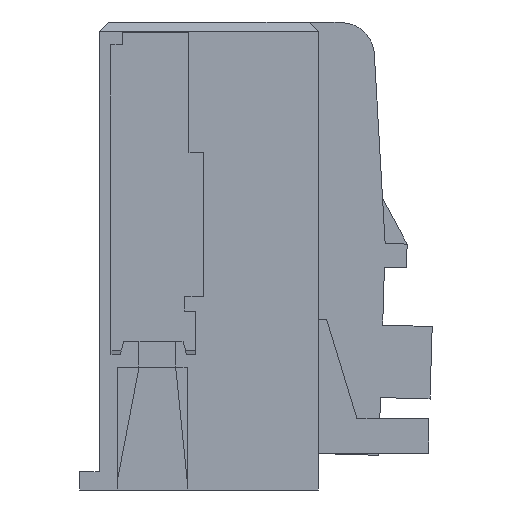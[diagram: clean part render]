
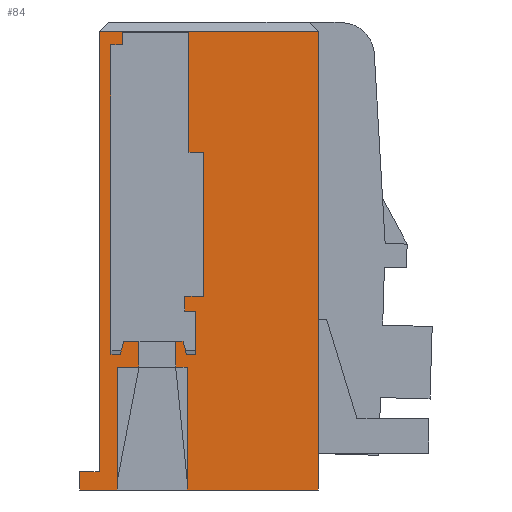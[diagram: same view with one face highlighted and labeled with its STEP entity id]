
A CAD part, left-side view. The second image highlights one B-rep face of the part: STEP entity #84.
In plain terms, the highlighted planar face has unit normal (-1, 0, 0).
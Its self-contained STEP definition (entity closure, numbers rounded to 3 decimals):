
#84=ADVANCED_FACE('',(#325),#209,.T.);
#209=PLANE('',#2555);
#325=FACE_OUTER_BOUND('',#454,.T.);
#454=EDGE_LOOP('',(#731,#732,#733,#734,#735,#736,#737,#738,#739,#740,#741,
#742,#743,#744,#745,#746,#747,#748,#749,#750,#751,#752,#753,#754,#755,#756,
#757,#758,#759,#760));
#731=ORIENTED_EDGE('',*,*,#1650,.F.);
#732=ORIENTED_EDGE('',*,*,#1553,.T.);
#733=ORIENTED_EDGE('',*,*,#1651,.T.);
#734=ORIENTED_EDGE('',*,*,#1557,.F.);
#735=ORIENTED_EDGE('',*,*,#1652,.T.);
#736=ORIENTED_EDGE('',*,*,#1619,.T.);
#737=ORIENTED_EDGE('',*,*,#1653,.T.);
#738=ORIENTED_EDGE('',*,*,#1627,.T.);
#739=ORIENTED_EDGE('',*,*,#1654,.F.);
#740=ORIENTED_EDGE('',*,*,#1507,.T.);
#741=ORIENTED_EDGE('',*,*,#1655,.T.);
#742=ORIENTED_EDGE('',*,*,#1606,.F.);
#743=ORIENTED_EDGE('',*,*,#1656,.F.);
#744=ORIENTED_EDGE('',*,*,#1657,.T.);
#745=ORIENTED_EDGE('',*,*,#1658,.F.);
#746=ORIENTED_EDGE('',*,*,#1639,.F.);
#747=ORIENTED_EDGE('',*,*,#1659,.T.);
#748=ORIENTED_EDGE('',*,*,#1660,.T.);
#749=ORIENTED_EDGE('',*,*,#1661,.T.);
#750=ORIENTED_EDGE('',*,*,#1571,.F.);
#751=ORIENTED_EDGE('',*,*,#1662,.F.);
#752=ORIENTED_EDGE('',*,*,#1568,.T.);
#753=ORIENTED_EDGE('',*,*,#1663,.T.);
#754=ORIENTED_EDGE('',*,*,#1664,.T.);
#755=ORIENTED_EDGE('',*,*,#1665,.T.);
#756=ORIENTED_EDGE('',*,*,#1666,.T.);
#757=ORIENTED_EDGE('',*,*,#1520,.T.);
#758=ORIENTED_EDGE('',*,*,#1537,.F.);
#759=ORIENTED_EDGE('',*,*,#1667,.T.);
#760=ORIENTED_EDGE('',*,*,#1668,.F.);
#1278=VERTEX_POINT('',#3310);
#1279=VERTEX_POINT('',#3312);
#1291=VERTEX_POINT('',#3338);
#1292=VERTEX_POINT('',#3340);
#1306=VERTEX_POINT('',#3373);
#1320=VERTEX_POINT('',#3406);
#1321=VERTEX_POINT('',#3407);
#1323=VERTEX_POINT('',#3414);
#1324=VERTEX_POINT('',#3415);
#1330=VERTEX_POINT('',#3430);
#1332=VERTEX_POINT('',#3434);
#1334=VERTEX_POINT('',#3440);
#1335=VERTEX_POINT('',#3442);
#1368=VERTEX_POINT('',#3512);
#1369=VERTEX_POINT('',#3514);
#1381=VERTEX_POINT('',#3541);
#1382=VERTEX_POINT('',#3543);
#1388=VERTEX_POINT('',#3557);
#1389=VERTEX_POINT('',#3559);
#1398=VERTEX_POINT('',#3582);
#1399=VERTEX_POINT('',#3583);
#1408=VERTEX_POINT('',#3604);
#1409=VERTEX_POINT('',#3611);
#1410=VERTEX_POINT('',#3613);
#1411=VERTEX_POINT('',#3616);
#1412=VERTEX_POINT('',#3618);
#1413=VERTEX_POINT('',#3622);
#1414=VERTEX_POINT('',#3624);
#1415=VERTEX_POINT('',#3626);
#1416=VERTEX_POINT('',#3629);
#1507=EDGE_CURVE('',#1279,#1278,#1860,.T.);
#1520=EDGE_CURVE('',#1292,#1291,#1873,.T.);
#1537=EDGE_CURVE('',#1306,#1291,#1890,.T.);
#1553=EDGE_CURVE('',#1320,#1321,#1906,.T.);
#1557=EDGE_CURVE('',#1323,#1324,#1910,.T.);
#1568=EDGE_CURVE('',#1330,#1332,#1921,.T.);
#1571=EDGE_CURVE('',#1334,#1335,#1924,.T.);
#1606=EDGE_CURVE('',#1368,#1369,#1958,.T.);
#1619=EDGE_CURVE('',#1382,#1381,#1971,.T.);
#1627=EDGE_CURVE('',#1389,#1388,#1979,.T.);
#1639=EDGE_CURVE('',#1398,#1399,#1991,.T.);
#1650=EDGE_CURVE('',#1320,#1408,#2002,.T.);
#1651=EDGE_CURVE('',#1321,#1324,#2003,.T.);
#1652=EDGE_CURVE('',#1323,#1382,#2004,.T.);
#1653=EDGE_CURVE('',#1381,#1389,#2005,.T.);
#1654=EDGE_CURVE('',#1279,#1388,#2006,.T.);
#1655=EDGE_CURVE('',#1278,#1369,#2007,.T.);
#1656=EDGE_CURVE('',#1409,#1368,#2008,.T.);
#1657=EDGE_CURVE('',#1409,#1410,#2009,.T.);
#1658=EDGE_CURVE('',#1399,#1410,#2010,.T.);
#1659=EDGE_CURVE('',#1398,#1411,#2011,.T.);
#1660=EDGE_CURVE('',#1411,#1412,#2012,.T.);
#1661=EDGE_CURVE('',#1412,#1335,#2013,.T.);
#1662=EDGE_CURVE('',#1330,#1334,#2014,.T.);
#1663=EDGE_CURVE('',#1332,#1413,#2015,.T.);
#1664=EDGE_CURVE('',#1413,#1414,#2016,.T.);
#1665=EDGE_CURVE('',#1414,#1415,#2017,.T.);
#1666=EDGE_CURVE('',#1415,#1292,#2018,.T.);
#1667=EDGE_CURVE('',#1306,#1416,#2019,.T.);
#1668=EDGE_CURVE('',#1408,#1416,#2020,.T.);
#1860=LINE('',#3311,#2202);
#1873=LINE('',#3339,#2215);
#1890=LINE('',#3374,#2232);
#1906=LINE('',#3405,#2248);
#1910=LINE('',#3413,#2252);
#1921=LINE('',#3435,#2263);
#1924=LINE('',#3441,#2266);
#1958=LINE('',#3513,#2300);
#1971=LINE('',#3542,#2313);
#1979=LINE('',#3558,#2321);
#1991=LINE('',#3581,#2333);
#2002=LINE('',#3603,#2344);
#2003=LINE('',#3605,#2345);
#2004=LINE('',#3606,#2346);
#2005=LINE('',#3607,#2347);
#2006=LINE('',#3608,#2348);
#2007=LINE('',#3609,#2349);
#2008=LINE('',#3610,#2350);
#2009=LINE('',#3612,#2351);
#2010=LINE('',#3614,#2352);
#2011=LINE('',#3615,#2353);
#2012=LINE('',#3617,#2354);
#2013=LINE('',#3619,#2355);
#2014=LINE('',#3620,#2356);
#2015=LINE('',#3621,#2357);
#2016=LINE('',#3623,#2358);
#2017=LINE('',#3625,#2359);
#2018=LINE('',#3627,#2360);
#2019=LINE('',#3628,#2361);
#2020=LINE('',#3630,#2362);
#2202=VECTOR('',#2685,1.);
#2215=VECTOR('',#2702,1.);
#2232=VECTOR('',#2725,1.);
#2248=VECTOR('',#2745,1.);
#2252=VECTOR('',#2751,1.);
#2263=VECTOR('',#2764,1.);
#2266=VECTOR('',#2769,1.);
#2300=VECTOR('',#2811,1.);
#2313=VECTOR('',#2830,1.);
#2321=VECTOR('',#2840,1.);
#2333=VECTOR('',#2856,1.);
#2344=VECTOR('',#2869,1.);
#2345=VECTOR('',#2870,1.);
#2346=VECTOR('',#2871,1.);
#2347=VECTOR('',#2872,1.);
#2348=VECTOR('',#2873,1.);
#2349=VECTOR('',#2874,1.);
#2350=VECTOR('',#2875,1.);
#2351=VECTOR('',#2876,1.);
#2352=VECTOR('',#2877,1.);
#2353=VECTOR('',#2878,1.);
#2354=VECTOR('',#2879,1.);
#2355=VECTOR('',#2880,1.);
#2356=VECTOR('',#2881,1.);
#2357=VECTOR('',#2882,1.);
#2358=VECTOR('',#2883,1.);
#2359=VECTOR('',#2884,1.);
#2360=VECTOR('',#2885,1.);
#2361=VECTOR('',#2886,1.);
#2362=VECTOR('',#2887,1.);
#2555=AXIS2_PLACEMENT_3D('',#3631,#2888,#2889);
#2685=DIRECTION('',(0.,0.,1.));
#2702=DIRECTION('',(0.,-1.,0.));
#2725=DIRECTION('',(0.,0.,1.));
#2745=DIRECTION('',(0.,0.,-1.));
#2751=DIRECTION('',(0.,-0.259,-0.966));
#2764=DIRECTION('',(0.,0.,1.));
#2769=DIRECTION('',(0.,-0.259,0.966));
#2811=DIRECTION('',(0.,0.,1.));
#2830=DIRECTION('',(0.,0.,-1.));
#2840=DIRECTION('',(0.,0.,-1.));
#2856=DIRECTION('',(0.,0.,-1.));
#2869=DIRECTION('',(0.,1.,0.));
#2870=DIRECTION('',(0.,1.,0.));
#2871=DIRECTION('',(0.,1.,0.));
#2872=DIRECTION('',(0.,-1.,0.));
#2873=DIRECTION('',(0.,1.,0.));
#2874=DIRECTION('',(0.,1.,0.));
#2875=DIRECTION('',(0.,-1.,0.));
#2876=DIRECTION('',(0.,0.,-1.));
#2877=DIRECTION('',(0.,1.,0.));
#2878=DIRECTION('',(0.,-1.,0.));
#2879=DIRECTION('',(0.,0.,1.));
#2880=DIRECTION('',(0.,1.,0.));
#2881=DIRECTION('',(0.,-1.,0.));
#2882=DIRECTION('',(0.,-1.,0.));
#2883=DIRECTION('',(0.,0.,1.));
#2884=DIRECTION('',(0.,-1.,0.));
#2885=DIRECTION('',(0.,0.,-1.));
#2886=DIRECTION('',(0.,1.,0.));
#2887=DIRECTION('',(0.,0.,1.));
#2888=DIRECTION('',(-1.,0.,0.));
#2889=DIRECTION('',(0.,0.,1.));
#3310=CARTESIAN_POINT('',(-5.625,-2.9,-0.5));
#3311=CARTESIAN_POINT('',(-5.625,-2.9,-25.5));
#3312=CARTESIAN_POINT('',(-5.625,-2.9,-25.5));
#3338=CARTESIAN_POINT('',(-5.625,3.375,-7.1));
#3339=CARTESIAN_POINT('',(-5.625,5.775,-7.1));
#3340=CARTESIAN_POINT('',(-5.625,4.15,-7.1));
#3373=CARTESIAN_POINT('',(-5.625,3.375,-14.95));
#3374=CARTESIAN_POINT('',(-5.625,3.375,-9.4));
#3405=CARTESIAN_POINT('',(-5.625,3.775,-25.5));
#3406=CARTESIAN_POINT('',(-5.625,3.775,-15.75));
#3407=CARTESIAN_POINT('',(-5.625,3.775,-18.106));
#3413=CARTESIAN_POINT('',(-5.625,2.435,-25.014));
#3414=CARTESIAN_POINT('',(-5.625,4.475,-17.4));
#3415=CARTESIAN_POINT('',(-5.625,4.286,-18.106));
#3430=CARTESIAN_POINT('',(-5.625,8.4,-18.106));
#3434=CARTESIAN_POINT('',(-5.625,8.4,-1.25));
#3435=CARTESIAN_POINT('',(-5.625,8.4,-18.4));
#3440=CARTESIAN_POINT('',(-5.625,7.889,-18.106));
#3441=CARTESIAN_POINT('',(-5.625,9.494,-24.095));
#3442=CARTESIAN_POINT('',(-5.625,7.7,-17.4));
#3512=CARTESIAN_POINT('',(-5.625,9.05,-24.5));
#3513=CARTESIAN_POINT('',(-5.625,9.05,-25.5));
#3514=CARTESIAN_POINT('',(-5.625,9.05,-0.5));
#3541=CARTESIAN_POINT('',(-5.625,4.875,-18.8));
#3542=CARTESIAN_POINT('',(-5.625,4.875,-17.4));
#3543=CARTESIAN_POINT('',(-5.625,4.875,-17.4));
#3557=CARTESIAN_POINT('',(-5.625,4.25,-25.5));
#3558=CARTESIAN_POINT('',(-5.625,4.25,-25.5));
#3559=CARTESIAN_POINT('',(-5.625,4.25,-18.8));
#3581=CARTESIAN_POINT('',(-5.625,8.05,-25.5));
#3582=CARTESIAN_POINT('',(-5.625,8.05,-18.8));
#3583=CARTESIAN_POINT('',(-5.625,8.05,-25.5));
#3603=CARTESIAN_POINT('',(-5.625,4.25,-15.75));
#3604=CARTESIAN_POINT('',(-5.625,4.375,-15.75));
#3605=CARTESIAN_POINT('',(-5.625,3.55,-18.106));
#3606=CARTESIAN_POINT('',(-5.625,4.25,-17.4));
#3607=CARTESIAN_POINT('',(-5.625,4.875,-18.8));
#3608=CARTESIAN_POINT('',(-5.625,4.25,-25.5));
#3609=CARTESIAN_POINT('',(-5.625,4.25,-0.5));
#3610=CARTESIAN_POINT('',(-5.625,4.25,-24.5));
#3611=CARTESIAN_POINT('',(-5.625,10.1,-24.5));
#3612=CARTESIAN_POINT('',(-5.625,10.1,-25.5));
#3613=CARTESIAN_POINT('',(-5.625,10.1,-25.5));
#3614=CARTESIAN_POINT('',(-5.625,4.25,-25.5));
#3615=CARTESIAN_POINT('',(-5.625,4.25,-18.8));
#3616=CARTESIAN_POINT('',(-5.625,6.875,-18.8));
#3617=CARTESIAN_POINT('',(-5.625,6.875,-17.4));
#3618=CARTESIAN_POINT('',(-5.625,6.875,-17.4));
#3619=CARTESIAN_POINT('',(-5.625,7.7,-17.4));
#3620=CARTESIAN_POINT('',(-5.625,4.25,-18.106));
#3621=CARTESIAN_POINT('',(-5.625,8.4,-1.25));
#3622=CARTESIAN_POINT('',(-5.625,7.8,-1.25));
#3623=CARTESIAN_POINT('',(-5.625,7.8,-1.25));
#3624=CARTESIAN_POINT('',(-5.625,7.8,-0.55));
#3625=CARTESIAN_POINT('',(-5.625,8.4,-0.55));
#3626=CARTESIAN_POINT('',(-5.625,4.15,-0.55));
#3627=CARTESIAN_POINT('',(-5.625,4.15,-25.5));
#3628=CARTESIAN_POINT('',(-5.625,3.375,-14.95));
#3629=CARTESIAN_POINT('',(-5.625,4.375,-14.95));
#3630=CARTESIAN_POINT('',(-5.625,4.375,-25.5));
#3631=CARTESIAN_POINT('',(-5.625,4.25,-25.5));
